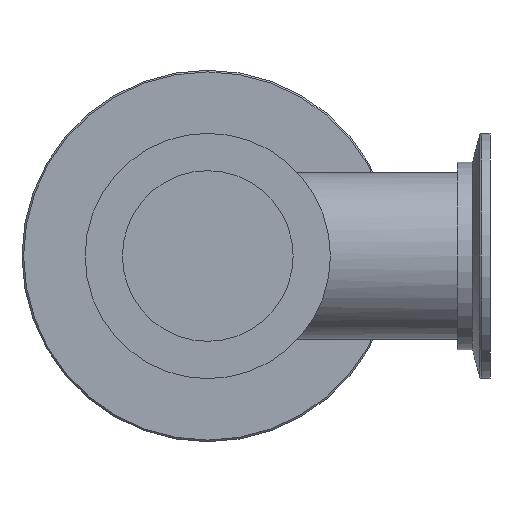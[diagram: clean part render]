
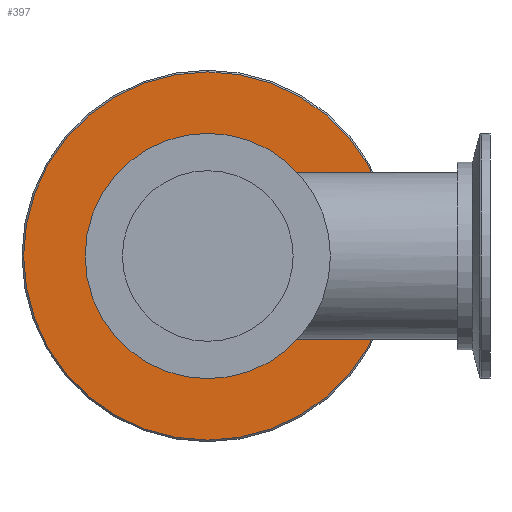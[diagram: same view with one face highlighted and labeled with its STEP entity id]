
A CAD part, front view. The second image highlights one B-rep face of the part: STEP entity #397.
In plain terms, the highlighted planar face has unit normal (0, -1, 0).
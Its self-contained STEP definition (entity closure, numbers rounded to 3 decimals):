
#41 = AXIS2_PLACEMENT_3D ( 'NONE', #3834, #440, #4402 ) ;
#59 = CARTESIAN_POINT ( 'NONE',  ( 31.75, 129.2, 0. ) ) ;
#76 = PLANE ( 'NONE',  #1353 ) ;
#135 = ORIENTED_EDGE ( 'NONE', *, *, #973, .F. ) ;
#397 = ADVANCED_FACE ( 'NONE', ( #5580, #2546 ), #76, .F. ) ;
#440 = DIRECTION ( 'NONE',  ( 0., -1., 0. ) ) ;
#817 = ORIENTED_EDGE ( 'NONE', *, *, #3458, .T. ) ;
#888 = AXIS2_PLACEMENT_3D ( 'NONE', #6143, #2719, #6706 ) ;
#973 = EDGE_CURVE ( 'NONE', #5169, #2208, #5491, .T. ) ;
#988 = EDGE_LOOP ( 'NONE', ( #2860, #135 ) ) ;
#1353 = AXIS2_PLACEMENT_3D ( 'NONE', #5266, #4518, #5386 ) ;
#1357 = VERTEX_POINT ( 'NONE', #5559 ) ;
#1553 = CARTESIAN_POINT ( 'NONE',  ( 0., 129.2, 0. ) ) ;
#1845 = EDGE_LOOP ( 'NONE', ( #817, #4113 ) ) ;
#2118 = DIRECTION ( 'NONE',  ( 1., 0., 0. ) ) ;
#2208 = VERTEX_POINT ( 'NONE', #59 ) ;
#2546 = FACE_OUTER_BOUND ( 'NONE', #1845, .T. ) ;
#2719 = DIRECTION ( 'NONE',  ( 0., -1., 0. ) ) ;
#2849 = VERTEX_POINT ( 'NONE', #3578 ) ;
#2860 = ORIENTED_EDGE ( 'NONE', *, *, #4231, .F. ) ;
#3458 = EDGE_CURVE ( 'NONE', #1357, #2849, #4043, .T. ) ;
#3578 = CARTESIAN_POINT ( 'NONE',  ( 56.3, 129.2, 0. ) ) ;
#3834 = CARTESIAN_POINT ( 'NONE',  ( 0., 129.2, 0. ) ) ;
#4043 = CIRCLE ( 'NONE', #6783, 56.3 ) ;
#4113 = ORIENTED_EDGE ( 'NONE', *, *, #5457, .T. ) ;
#4231 = EDGE_CURVE ( 'NONE', #2208, #5169, #6292, .T. ) ;
#4362 = DIRECTION ( 'NONE',  ( 1., 0., 0. ) ) ;
#4402 = DIRECTION ( 'NONE',  ( 1., 0., 0. ) ) ;
#4438 = DIRECTION ( 'NONE',  ( 0., -1., 0. ) ) ;
#4518 = DIRECTION ( 'NONE',  ( 0., 1., 0. ) ) ;
#4855 = CARTESIAN_POINT ( 'NONE',  ( -31.75, 129.2, 0. ) ) ;
#5169 = VERTEX_POINT ( 'NONE', #4855 ) ;
#5266 = CARTESIAN_POINT ( 'NONE',  ( -56.3, 129.2, 0. ) ) ;
#5386 = DIRECTION ( 'NONE',  ( -1., 0., 0. ) ) ;
#5457 = EDGE_CURVE ( 'NONE', #2849, #1357, #5469, .T. ) ;
#5469 = CIRCLE ( 'NONE', #41, 56.3 ) ;
#5491 = CIRCLE ( 'NONE', #6170, 31.75 ) ;
#5535 = DIRECTION ( 'NONE',  ( 0., -1., 0. ) ) ;
#5559 = CARTESIAN_POINT ( 'NONE',  ( -56.3, 129.2, 0. ) ) ;
#5580 = FACE_BOUND ( 'NONE', #988, .T. ) ;
#6143 = CARTESIAN_POINT ( 'NONE',  ( 0., 129.2, 0. ) ) ;
#6170 = AXIS2_PLACEMENT_3D ( 'NONE', #7314, #4438, #4362 ) ;
#6292 = CIRCLE ( 'NONE', #888, 31.75 ) ;
#6706 = DIRECTION ( 'NONE',  ( 1., 0., 0. ) ) ;
#6783 = AXIS2_PLACEMENT_3D ( 'NONE', #1553, #5535, #2118 ) ;
#7314 = CARTESIAN_POINT ( 'NONE',  ( 0., 129.2, 0. ) ) ;
